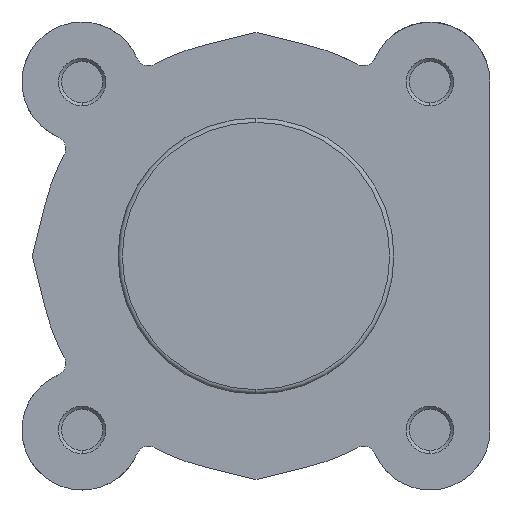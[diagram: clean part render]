
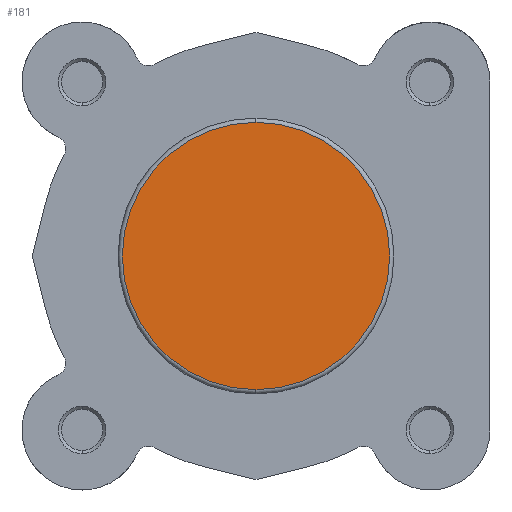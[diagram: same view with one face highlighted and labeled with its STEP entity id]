
A CAD part, left-side view. The second image highlights one B-rep face of the part: STEP entity #181.
In plain terms, the highlighted planar face has unit normal (-1, 0, 0).
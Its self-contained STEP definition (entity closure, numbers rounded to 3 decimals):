
#181 = ADVANCED_FACE ( 'NONE', ( #1787 ), #3997, .F. ) ;
#260 = ORIENTED_EDGE ( 'NONE', *, *, #2651, .T. ) ;
#262 = ORIENTED_EDGE ( 'NONE', *, *, #2469, .T. ) ;
#1249 = EDGE_LOOP ( 'NONE', ( #260, #262 ) ) ;
#1787 = FACE_OUTER_BOUND ( 'NONE', #1249, .T. ) ;
#2469 = EDGE_CURVE ( 'NONE', #5093, #4684, #4999, .T. ) ;
#2651 = EDGE_CURVE ( 'NONE', #4684, #5093, #5311, .T. ) ;
#3126 = AXIS2_PLACEMENT_3D ( 'NONE', #4004, #4012, #4013 ) ;
#3237 = AXIS2_PLACEMENT_3D ( 'NONE', #4478, #4479, #4480 ) ;
#3335 = AXIS2_PLACEMENT_3D ( 'NONE', #6276, #6285, #6286 ) ;
#3997 = PLANE ( 'NONE',  #3126 ) ;
#4004 = CARTESIAN_POINT ( 'NONE',  ( 0., 22.4, 0. ) ) ;
#4012 = DIRECTION ( 'NONE',  ( 1., 0., 0. ) ) ;
#4013 = DIRECTION ( 'NONE',  ( 0., 0., -1. ) ) ;
#4478 = CARTESIAN_POINT ( 'NONE',  ( 0., 0., 0. ) ) ;
#4479 = DIRECTION ( 'NONE',  ( -1., 0., 0. ) ) ;
#4480 = DIRECTION ( 'NONE',  ( 0., 0., -1. ) ) ;
#4684 = VERTEX_POINT ( 'NONE', #7020 ) ;
#4999 = CIRCLE ( 'NONE', #3237, 21.7 ) ;
#5093 = VERTEX_POINT ( 'NONE', #7099 ) ;
#5311 = CIRCLE ( 'NONE', #3335, 21.7 ) ;
#6276 = CARTESIAN_POINT ( 'NONE',  ( 0., 0., 0. ) ) ;
#6285 = DIRECTION ( 'NONE',  ( -1., 0., 0. ) ) ;
#6286 = DIRECTION ( 'NONE',  ( 0., 0., -1. ) ) ;
#7020 = CARTESIAN_POINT ( 'NONE',  ( 0., 0., -21.7 ) ) ;
#7099 = CARTESIAN_POINT ( 'NONE',  ( 0., 0., 21.7 ) ) ;
